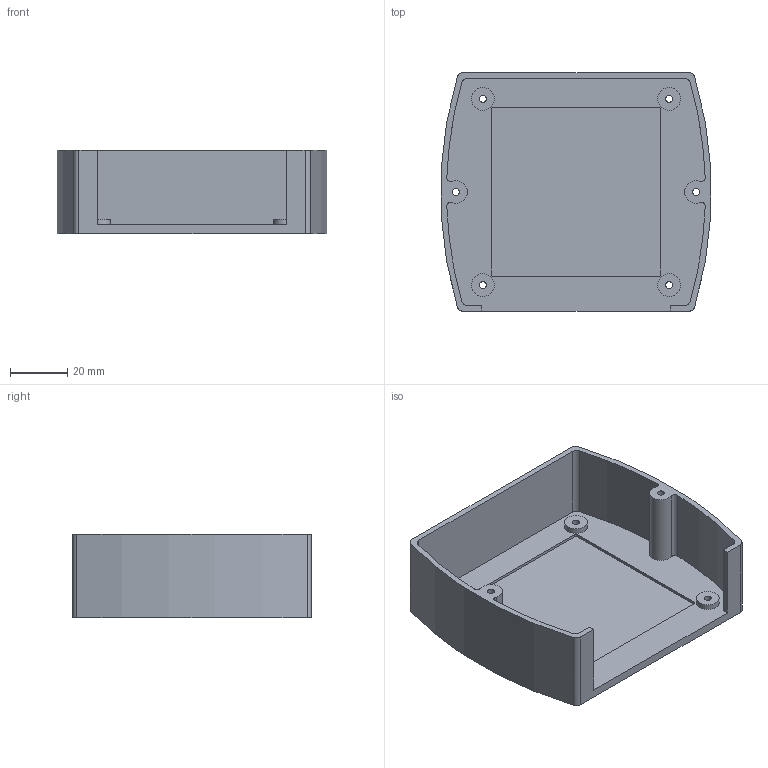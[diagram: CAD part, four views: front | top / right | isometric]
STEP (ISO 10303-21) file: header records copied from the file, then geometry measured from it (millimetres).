
FILE_DESCRIPTION(('FreeCAD Model'),'2;1');
FILE_NAME('Box-001.step','2018-04-27T22:26:04',('Almisuifre'),('' ),'Open CASCADE STEP processor 6.8','FreeCAD','Unknown');
FILE_SCHEMA(('AUTOMOTIVE_DESIGN_CC2 { 1 2 10303 214 -1 1 5 4 }'));
Length unit declared in the file: millimetre
Products named in the file (2): ASSEMBLY; Pocket003
Assembly tree (1 placements, depth 2):
  ASSEMBLY
    Pocket003
Bounding box: 94.19 x 83.39 x 29 mm (x, y, z)
Volume: 35686.7 mm3; surface area: 31147 mm2
Topology: 1 solids, 1 shells, 53 faces, 138 edges, 92 vertices
Faces by surface type: cylinder 34, plane 19
Full cylindrical faces by diameter (mm): 2.5 x6, 8 x4
Entity records: 3667 total; most frequent: CARTESIAN_POINT 879, DIRECTION 534, ORIENTED_EDGE 276, PCURVE 276, DEFINITIONAL_REPRESENTATION 276, LINE 272, VECTOR 272, EDGE_CURVE 138
